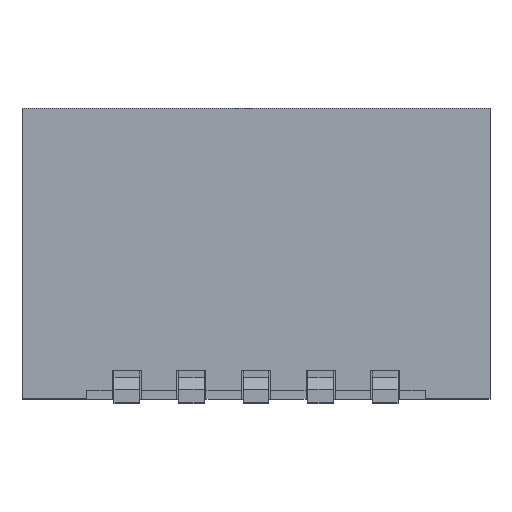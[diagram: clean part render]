
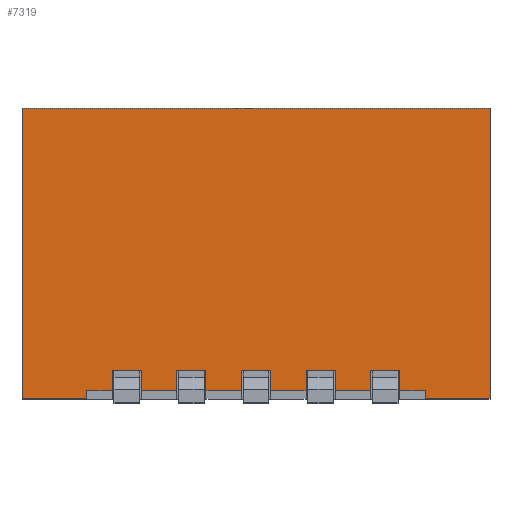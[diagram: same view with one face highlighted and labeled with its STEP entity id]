
A CAD part, top view. The second image highlights one B-rep face of the part: STEP entity #7319.
In plain terms, the highlighted planar face has unit normal (0, 0, 1).
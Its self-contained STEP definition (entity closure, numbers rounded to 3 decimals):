
#1=DIRECTION('',(0.,-1.,0.));
#2=VECTOR('',#1,3.6);
#3=CARTESIAN_POINT('',(-2.9,1.8,2.05));
#4=LINE('',#3,#2);
#57=DIRECTION('',(1.,0.,0.));
#58=VECTOR('',#57,0.36);
#59=CARTESIAN_POINT('',(1.42,-1.45,2.05));
#60=LINE('',#59,#58);
#61=DIRECTION('',(0.,1.,0.));
#62=VECTOR('',#61,0.25);
#63=CARTESIAN_POINT('',(1.42,-1.7,2.05));
#64=LINE('',#63,#62);
#65=DIRECTION('',(-1.,0.,0.));
#66=VECTOR('',#65,0.44);
#67=CARTESIAN_POINT('',(1.42,-1.7,2.05));
#68=LINE('',#67,#66);
#69=DIRECTION('',(0.,1.,0.));
#70=VECTOR('',#69,0.25);
#71=CARTESIAN_POINT('',(0.98,-1.7,2.05));
#72=LINE('',#71,#70);
#73=DIRECTION('',(1.,0.,0.));
#74=VECTOR('',#73,0.36);
#75=CARTESIAN_POINT('',(0.62,-1.45,2.05));
#76=LINE('',#75,#74);
#77=DIRECTION('',(0.,1.,0.));
#78=VECTOR('',#77,0.25);
#79=CARTESIAN_POINT('',(0.62,-1.7,2.05));
#80=LINE('',#79,#78);
#81=DIRECTION('',(-1.,0.,0.));
#82=VECTOR('',#81,0.44);
#83=CARTESIAN_POINT('',(0.62,-1.7,2.05));
#84=LINE('',#83,#82);
#85=DIRECTION('',(0.,1.,0.));
#86=VECTOR('',#85,0.25);
#87=CARTESIAN_POINT('',(0.18,-1.7,2.05));
#88=LINE('',#87,#86);
#89=DIRECTION('',(1.,0.,0.));
#90=VECTOR('',#89,0.36);
#91=CARTESIAN_POINT('',(-0.18,-1.45,2.05));
#92=LINE('',#91,#90);
#93=DIRECTION('',(0.,1.,0.));
#94=VECTOR('',#93,0.25);
#95=CARTESIAN_POINT('',(-0.18,-1.7,2.05));
#96=LINE('',#95,#94);
#97=DIRECTION('',(-1.,0.,0.));
#98=VECTOR('',#97,0.44);
#99=CARTESIAN_POINT('',(-0.18,-1.7,2.05));
#100=LINE('',#99,#98);
#101=DIRECTION('',(0.,1.,0.));
#102=VECTOR('',#101,0.25);
#103=CARTESIAN_POINT('',(-0.62,-1.7,2.05));
#104=LINE('',#103,#102);
#105=DIRECTION('',(1.,0.,0.));
#106=VECTOR('',#105,0.36);
#107=CARTESIAN_POINT('',(-0.98,-1.45,2.05));
#108=LINE('',#107,#106);
#109=DIRECTION('',(0.,1.,0.));
#110=VECTOR('',#109,0.25);
#111=CARTESIAN_POINT('',(-0.98,-1.7,2.05));
#112=LINE('',#111,#110);
#113=DIRECTION('',(-1.,0.,0.));
#114=VECTOR('',#113,0.44);
#115=CARTESIAN_POINT('',(-0.98,-1.7,2.05));
#116=LINE('',#115,#114);
#117=DIRECTION('',(0.,1.,0.));
#118=VECTOR('',#117,0.25);
#119=CARTESIAN_POINT('',(-1.42,-1.7,2.05));
#120=LINE('',#119,#118);
#121=DIRECTION('',(1.,0.,0.));
#122=VECTOR('',#121,0.36);
#123=CARTESIAN_POINT('',(-1.78,-1.45,2.05));
#124=LINE('',#123,#122);
#125=DIRECTION('',(0.,1.,0.));
#126=VECTOR('',#125,0.25);
#127=CARTESIAN_POINT('',(-1.78,-1.7,2.05));
#128=LINE('',#127,#126);
#129=DIRECTION('',(-1.,0.,0.));
#130=VECTOR('',#129,0.32);
#131=CARTESIAN_POINT('',(-1.78,-1.7,2.05));
#132=LINE('',#131,#130);
#133=DIRECTION('',(0.,1.,0.));
#134=VECTOR('',#133,0.1);
#135=CARTESIAN_POINT('',(-2.1,-1.8,2.05));
#136=LINE('',#135,#134);
#137=DIRECTION('',(1.,0.,0.));
#138=VECTOR('',#137,5.8);
#139=CARTESIAN_POINT('',(-2.9,1.8,2.05));
#140=LINE('',#139,#138);
#141=DIRECTION('',(0.,1.,0.));
#142=VECTOR('',#141,0.1);
#143=CARTESIAN_POINT('',(2.1,-1.8,2.05));
#144=LINE('',#143,#142);
#145=DIRECTION('',(-1.,0.,0.));
#146=VECTOR('',#145,0.32);
#147=CARTESIAN_POINT('',(2.1,-1.7,2.05));
#148=LINE('',#147,#146);
#149=DIRECTION('',(0.,1.,0.));
#150=VECTOR('',#149,0.25);
#151=CARTESIAN_POINT('',(1.78,-1.7,2.05));
#152=LINE('',#151,#150);
#713=DIRECTION('',(0.,-1.,0.));
#714=VECTOR('',#713,3.6);
#715=CARTESIAN_POINT('',(2.9,1.8,2.05));
#716=LINE('',#715,#714);
#5413=DIRECTION('',(1.,0.,0.));
#5414=VECTOR('',#5413,0.8);
#5415=CARTESIAN_POINT('',(2.1,-1.8,2.05));
#5416=LINE('',#5415,#5414);
#5421=DIRECTION('',(1.,0.,0.));
#5422=VECTOR('',#5421,0.8);
#5423=CARTESIAN_POINT('',(-2.9,-1.8,2.05));
#5424=LINE('',#5423,#5422);
#5433=CARTESIAN_POINT('',(-2.9,1.8,2.05));
#5434=CARTESIAN_POINT('',(-2.9,-1.8,2.05));
#5435=VERTEX_POINT('',#5433);
#5436=VERTEX_POINT('',#5434);
#5461=CARTESIAN_POINT('',(2.9,1.8,2.05));
#5462=CARTESIAN_POINT('',(2.9,-1.8,2.05));
#5463=VERTEX_POINT('',#5461);
#5464=VERTEX_POINT('',#5462);
#5493=CARTESIAN_POINT('',(2.1,-1.8,2.05));
#5494=CARTESIAN_POINT('',(2.1,-1.7,2.05));
#5495=VERTEX_POINT('',#5493);
#5496=VERTEX_POINT('',#5494);
#5497=CARTESIAN_POINT('',(-2.1,-1.8,2.05));
#5498=CARTESIAN_POINT('',(-2.1,-1.7,2.05));
#5499=VERTEX_POINT('',#5497);
#5500=VERTEX_POINT('',#5498);
#5533=CARTESIAN_POINT('',(-1.78,-1.45,2.05));
#5534=CARTESIAN_POINT('',(-1.42,-1.45,2.05));
#5535=VERTEX_POINT('',#5533);
#5536=VERTEX_POINT('',#5534);
#5537=CARTESIAN_POINT('',(-1.78,-1.7,2.05));
#5538=VERTEX_POINT('',#5537);
#5539=CARTESIAN_POINT('',(-1.42,-1.7,2.05));
#5540=VERTEX_POINT('',#5539);
#5601=CARTESIAN_POINT('',(-0.98,-1.45,2.05));
#5602=CARTESIAN_POINT('',(-0.62,-1.45,2.05));
#5603=VERTEX_POINT('',#5601);
#5604=VERTEX_POINT('',#5602);
#5605=CARTESIAN_POINT('',(-0.98,-1.7,2.05));
#5606=VERTEX_POINT('',#5605);
#5607=CARTESIAN_POINT('',(-0.62,-1.7,2.05));
#5608=VERTEX_POINT('',#5607);
#5669=CARTESIAN_POINT('',(-0.18,-1.45,2.05));
#5670=CARTESIAN_POINT('',(0.18,-1.45,2.05));
#5671=VERTEX_POINT('',#5669);
#5672=VERTEX_POINT('',#5670);
#5673=CARTESIAN_POINT('',(-0.18,-1.7,2.05));
#5674=VERTEX_POINT('',#5673);
#5675=CARTESIAN_POINT('',(0.18,-1.7,2.05));
#5676=VERTEX_POINT('',#5675);
#5737=CARTESIAN_POINT('',(0.62,-1.45,2.05));
#5738=CARTESIAN_POINT('',(0.98,-1.45,2.05));
#5739=VERTEX_POINT('',#5737);
#5740=VERTEX_POINT('',#5738);
#5741=CARTESIAN_POINT('',(0.62,-1.7,2.05));
#5742=VERTEX_POINT('',#5741);
#5743=CARTESIAN_POINT('',(0.98,-1.7,2.05));
#5744=VERTEX_POINT('',#5743);
#5805=CARTESIAN_POINT('',(1.42,-1.45,2.05));
#5806=CARTESIAN_POINT('',(1.78,-1.45,2.05));
#5807=VERTEX_POINT('',#5805);
#5808=VERTEX_POINT('',#5806);
#5809=CARTESIAN_POINT('',(1.42,-1.7,2.05));
#5810=VERTEX_POINT('',#5809);
#5811=CARTESIAN_POINT('',(1.78,-1.7,2.05));
#5812=VERTEX_POINT('',#5811);
#7257=CARTESIAN_POINT('',(-2.9,1.8,2.05));
#7258=DIRECTION('',(0.,0.,1.));
#7259=DIRECTION('',(0.,-1.,0.));
#7260=AXIS2_PLACEMENT_3D('',#7257,#7258,#7259);
#7261=PLANE('',#7260);
#7263=ORIENTED_EDGE('',*,*,#7262,.F.);
#7265=ORIENTED_EDGE('',*,*,#7264,.F.);
#7267=ORIENTED_EDGE('',*,*,#7266,.T.);
#7269=ORIENTED_EDGE('',*,*,#7268,.T.);
#7271=ORIENTED_EDGE('',*,*,#7270,.F.);
#7273=ORIENTED_EDGE('',*,*,#7272,.F.);
#7275=ORIENTED_EDGE('',*,*,#7274,.T.);
#7277=ORIENTED_EDGE('',*,*,#7276,.T.);
#7279=ORIENTED_EDGE('',*,*,#7278,.F.);
#7281=ORIENTED_EDGE('',*,*,#7280,.F.);
#7283=ORIENTED_EDGE('',*,*,#7282,.T.);
#7285=ORIENTED_EDGE('',*,*,#7284,.T.);
#7287=ORIENTED_EDGE('',*,*,#7286,.F.);
#7289=ORIENTED_EDGE('',*,*,#7288,.F.);
#7291=ORIENTED_EDGE('',*,*,#7290,.T.);
#7293=ORIENTED_EDGE('',*,*,#7292,.T.);
#7295=ORIENTED_EDGE('',*,*,#7294,.F.);
#7297=ORIENTED_EDGE('',*,*,#7296,.F.);
#7299=ORIENTED_EDGE('',*,*,#7298,.T.);
#7301=ORIENTED_EDGE('',*,*,#7300,.F.);
#7303=ORIENTED_EDGE('',*,*,#7302,.F.);
#7304=ORIENTED_EDGE('',*,*,#7226,.F.);
#7306=ORIENTED_EDGE('',*,*,#7305,.T.);
#7308=ORIENTED_EDGE('',*,*,#7307,.T.);
#7310=ORIENTED_EDGE('',*,*,#7309,.F.);
#7312=ORIENTED_EDGE('',*,*,#7311,.T.);
#7314=ORIENTED_EDGE('',*,*,#7313,.T.);
#7316=ORIENTED_EDGE('',*,*,#7315,.T.);
#7317=EDGE_LOOP('',(#7263,#7265,#7267,#7269,#7271,#7273,#7275,#7277,#7279,#7281,
#7283,#7285,#7287,#7289,#7291,#7293,#7295,#7297,#7299,#7301,#7303,#7304,#7306,
#7308,#7310,#7312,#7314,#7316));
#7318=FACE_OUTER_BOUND('',#7317,.F.);
#7319=ADVANCED_FACE('',(#7318),#7261,.T.);
#7226=EDGE_CURVE('',#5435,#5436,#4,.T.);
#7262=EDGE_CURVE('',#5807,#5808,#60,.T.);
#7264=EDGE_CURVE('',#5810,#5807,#64,.T.);
#7266=EDGE_CURVE('',#5810,#5744,#68,.T.);
#7268=EDGE_CURVE('',#5744,#5740,#72,.T.);
#7270=EDGE_CURVE('',#5739,#5740,#76,.T.);
#7272=EDGE_CURVE('',#5742,#5739,#80,.T.);
#7274=EDGE_CURVE('',#5742,#5676,#84,.T.);
#7276=EDGE_CURVE('',#5676,#5672,#88,.T.);
#7278=EDGE_CURVE('',#5671,#5672,#92,.T.);
#7280=EDGE_CURVE('',#5674,#5671,#96,.T.);
#7282=EDGE_CURVE('',#5674,#5608,#100,.T.);
#7284=EDGE_CURVE('',#5608,#5604,#104,.T.);
#7286=EDGE_CURVE('',#5603,#5604,#108,.T.);
#7288=EDGE_CURVE('',#5606,#5603,#112,.T.);
#7290=EDGE_CURVE('',#5606,#5540,#116,.T.);
#7292=EDGE_CURVE('',#5540,#5536,#120,.T.);
#7294=EDGE_CURVE('',#5535,#5536,#124,.T.);
#7296=EDGE_CURVE('',#5538,#5535,#128,.T.);
#7298=EDGE_CURVE('',#5538,#5500,#132,.T.);
#7300=EDGE_CURVE('',#5499,#5500,#136,.T.);
#7302=EDGE_CURVE('',#5436,#5499,#5424,.T.);
#7305=EDGE_CURVE('',#5435,#5463,#140,.T.);
#7307=EDGE_CURVE('',#5463,#5464,#716,.T.);
#7309=EDGE_CURVE('',#5495,#5464,#5416,.T.);
#7311=EDGE_CURVE('',#5495,#5496,#144,.T.);
#7313=EDGE_CURVE('',#5496,#5812,#148,.T.);
#7315=EDGE_CURVE('',#5812,#5808,#152,.T.);
